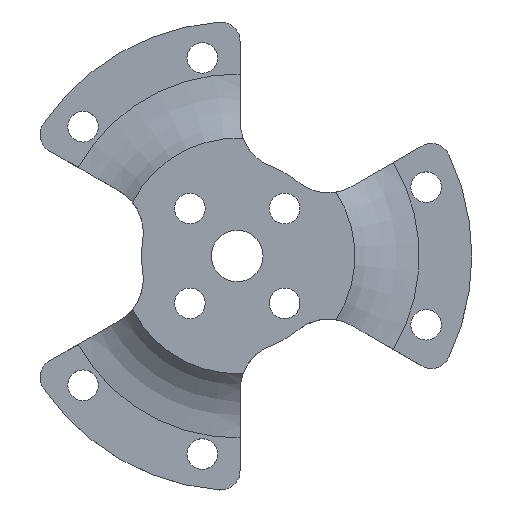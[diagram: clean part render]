
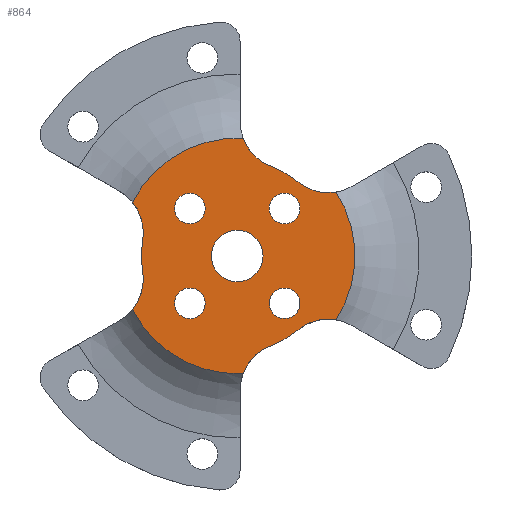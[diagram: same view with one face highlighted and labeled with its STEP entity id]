
A CAD part, top view. The second image highlights one B-rep face of the part: STEP entity #864.
In plain terms, the highlighted planar face has unit normal (0, 0, 1).
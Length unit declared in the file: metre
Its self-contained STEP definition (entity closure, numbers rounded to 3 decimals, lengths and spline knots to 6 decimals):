
#166=ORIENTED_EDGE('',*,*,#402,.T.);
#167=ORIENTED_EDGE('',*,*,#403,.F.);
#168=ORIENTED_EDGE('',*,*,#388,.T.);
#169=ORIENTED_EDGE('',*,*,#404,.F.);
#170=ORIENTED_EDGE('',*,*,#405,.T.);
#171=ORIENTED_EDGE('',*,*,#406,.F.);
#172=ORIENTED_EDGE('',*,*,#400,.T.);
#173=ORIENTED_EDGE('',*,*,#407,.F.);
#174=ORIENTED_EDGE('',*,*,#408,.T.);
#175=ORIENTED_EDGE('',*,*,#409,.F.);
#176=ORIENTED_EDGE('',*,*,#394,.T.);
#177=ORIENTED_EDGE('',*,*,#410,.F.);
#178=ORIENTED_EDGE('',*,*,#411,.F.);
#179=ORIENTED_EDGE('',*,*,#412,.F.);
#180=ORIENTED_EDGE('',*,*,#413,.F.);
#181=ORIENTED_EDGE('',*,*,#414,.F.);
#182=ORIENTED_EDGE('',*,*,#415,.F.);
#388=EDGE_CURVE('',#509,#508,#595,.T.);
#394=EDGE_CURVE('',#515,#514,#597,.T.);
#400=EDGE_CURVE('',#521,#520,#599,.T.);
#402=EDGE_CURVE('',#522,#523,#600,.T.);
#403=EDGE_CURVE('',#509,#523,#601,.T.);
#404=EDGE_CURVE('',#524,#508,#602,.T.);
#405=EDGE_CURVE('',#524,#525,#603,.T.);
#406=EDGE_CURVE('',#521,#525,#604,.T.);
#407=EDGE_CURVE('',#526,#520,#605,.T.);
#408=EDGE_CURVE('',#526,#527,#606,.T.);
#409=EDGE_CURVE('',#515,#527,#607,.T.);
#410=EDGE_CURVE('',#522,#514,#608,.T.);
#411=EDGE_CURVE('',#528,#528,#609,.T.);
#412=EDGE_CURVE('',#529,#529,#610,.T.);
#413=EDGE_CURVE('',#530,#530,#611,.T.);
#414=EDGE_CURVE('',#531,#531,#612,.T.);
#415=EDGE_CURVE('',#532,#532,#613,.T.);
#508=VERTEX_POINT('',#1375);
#509=VERTEX_POINT('',#1377);
#514=VERTEX_POINT('',#1400);
#515=VERTEX_POINT('',#1402);
#520=VERTEX_POINT('',#1425);
#521=VERTEX_POINT('',#1427);
#522=VERTEX_POINT('',#1434);
#523=VERTEX_POINT('',#1435);
#524=VERTEX_POINT('',#1438);
#525=VERTEX_POINT('',#1440);
#526=VERTEX_POINT('',#1443);
#527=VERTEX_POINT('',#1445);
#528=VERTEX_POINT('',#1449);
#529=VERTEX_POINT('',#1451);
#530=VERTEX_POINT('',#1453);
#531=VERTEX_POINT('',#1455);
#532=VERTEX_POINT('',#1457);
#595=CIRCLE('',#939,0.012292);
#597=CIRCLE('',#942,0.012292);
#599=CIRCLE('',#945,0.012292);
#600=CIRCLE('',#947,0.01);
#601=CIRCLE('',#948,0.005);
#602=CIRCLE('',#949,0.005);
#603=CIRCLE('',#950,0.01);
#604=CIRCLE('',#951,0.005);
#605=CIRCLE('',#952,0.005);
#606=CIRCLE('',#953,0.01);
#607=CIRCLE('',#954,0.005);
#608=CIRCLE('',#955,0.005);
#609=CIRCLE('',#956,0.0016);
#610=CIRCLE('',#957,0.0016);
#611=CIRCLE('',#958,0.0016);
#612=CIRCLE('',#959,0.0016);
#613=CIRCLE('',#960,0.0027);
#673=EDGE_LOOP('',(#166,#167,#168,#169,#170,#171,#172,#173,#174,#175,#176,
#177));
#674=EDGE_LOOP('',(#178));
#675=EDGE_LOOP('',(#179));
#676=EDGE_LOOP('',(#180));
#677=EDGE_LOOP('',(#181));
#678=EDGE_LOOP('',(#182));
#765=FACE_BOUND('',#673,.T.);
#766=FACE_BOUND('',#674,.T.);
#767=FACE_BOUND('',#675,.T.);
#768=FACE_BOUND('',#676,.T.);
#769=FACE_BOUND('',#677,.T.);
#770=FACE_BOUND('',#678,.T.);
#842=PLANE('',#946);
#864=ADVANCED_FACE('',(#765,#766,#767,#768,#769,#770),#842,.T.);
#939=AXIS2_PLACEMENT_3D('',#1376,#1086,#1087);
#942=AXIS2_PLACEMENT_3D('',#1401,#1092,#1093);
#945=AXIS2_PLACEMENT_3D('',#1426,#1098,#1099);
#946=AXIS2_PLACEMENT_3D('',#1432,#1100,#1101);
#947=AXIS2_PLACEMENT_3D('',#1433,#1102,#1103);
#948=AXIS2_PLACEMENT_3D('',#1436,#1104,#1105);
#949=AXIS2_PLACEMENT_3D('',#1437,#1106,#1107);
#950=AXIS2_PLACEMENT_3D('',#1439,#1108,#1109);
#951=AXIS2_PLACEMENT_3D('',#1441,#1110,#1111);
#952=AXIS2_PLACEMENT_3D('',#1442,#1112,#1113);
#953=AXIS2_PLACEMENT_3D('',#1444,#1114,#1115);
#954=AXIS2_PLACEMENT_3D('',#1446,#1116,#1117);
#955=AXIS2_PLACEMENT_3D('',#1447,#1118,#1119);
#956=AXIS2_PLACEMENT_3D('',#1448,#1120,#1121);
#957=AXIS2_PLACEMENT_3D('',#1450,#1122,#1123);
#958=AXIS2_PLACEMENT_3D('',#1452,#1124,#1125);
#959=AXIS2_PLACEMENT_3D('',#1454,#1126,#1127);
#960=AXIS2_PLACEMENT_3D('',#1456,#1128,#1129);
#1086=DIRECTION('',(0.,0.,1.));
#1087=DIRECTION('',(0.,-1.,0.));
#1092=DIRECTION('',(0.,0.,1.));
#1093=DIRECTION('',(0.,-1.,0.));
#1098=DIRECTION('',(0.,0.,1.));
#1099=DIRECTION('',(0.,-1.,0.));
#1100=DIRECTION('',(0.,0.,1.));
#1101=DIRECTION('',(1.,0.,0.));
#1102=DIRECTION('',(0.,0.,1.));
#1103=DIRECTION('',(0.,-1.,0.));
#1104=DIRECTION('',(0.,0.,1.));
#1105=DIRECTION('',(0.,-1.,0.));
#1106=DIRECTION('',(0.,0.,1.));
#1107=DIRECTION('',(0.,-1.,0.));
#1108=DIRECTION('',(0.,0.,1.));
#1109=DIRECTION('',(0.,-1.,0.));
#1110=DIRECTION('',(0.,0.,1.));
#1111=DIRECTION('',(0.,-1.,0.));
#1112=DIRECTION('',(0.,0.,1.));
#1113=DIRECTION('',(0.,-1.,0.));
#1114=DIRECTION('',(0.,0.,1.));
#1115=DIRECTION('',(0.,-1.,0.));
#1116=DIRECTION('',(0.,0.,1.));
#1117=DIRECTION('',(0.,-1.,0.));
#1118=DIRECTION('',(0.,0.,1.));
#1119=DIRECTION('',(0.,-1.,0.));
#1120=DIRECTION('',(0.,0.,1.));
#1121=DIRECTION('',(0.,-1.,0.));
#1122=DIRECTION('',(0.,0.,1.));
#1123=DIRECTION('',(0.,-1.,0.));
#1124=DIRECTION('',(0.,0.,1.));
#1125=DIRECTION('',(0.,-1.,0.));
#1126=DIRECTION('',(0.,0.,1.));
#1127=DIRECTION('',(0.,-1.,0.));
#1128=DIRECTION('',(0.,0.,1.));
#1129=DIRECTION('',(0.,-1.,0.));
#1375=CARTESIAN_POINT('',(0.034822,-0.004826,0.1082));
#1376=CARTESIAN_POINT('',(0.0245,-0.0115,0.1082));
#1377=CARTESIAN_POINT('',(0.034822,-0.018174,0.1082));
#1400=CARTESIAN_POINT('',(0.025119,-0.023776,0.1082));
#1401=CARTESIAN_POINT('',(0.0245,-0.0115,0.1082));
#1402=CARTESIAN_POINT('',(0.013559,-0.017102,0.1082));
#1425=CARTESIAN_POINT('',(0.013559,-0.005898,0.1082));
#1426=CARTESIAN_POINT('',(0.0245,-0.0115,0.1082));
#1427=CARTESIAN_POINT('',(0.025119,0.000776,0.1082));
#1432=CARTESIAN_POINT('',(0.02646,-0.0115,0.1082));
#1433=CARTESIAN_POINT('',(0.0245,-0.0115,0.1082));
#1434=CARTESIAN_POINT('',(0.028033,-0.020855,0.1082));
#1435=CARTESIAN_POINT('',(0.030835,-0.019237,0.1082));
#1436=CARTESIAN_POINT('',(0.034002,-0.023106,0.1082));
#1437=CARTESIAN_POINT('',(0.034002,0.000106,0.1082));
#1438=CARTESIAN_POINT('',(0.030835,-0.003763,0.1082));
#1439=CARTESIAN_POINT('',(0.0245,-0.0115,0.1082));
#1440=CARTESIAN_POINT('',(0.028033,-0.002145,0.1082));
#1441=CARTESIAN_POINT('',(0.0298,0.002532,0.1082));
#1442=CARTESIAN_POINT('',(0.009698,-0.009074,0.1082));
#1443=CARTESIAN_POINT('',(0.014632,-0.009882,0.1082));
#1444=CARTESIAN_POINT('',(0.0245,-0.0115,0.1082));
#1445=CARTESIAN_POINT('',(0.014632,-0.013118,0.1082));
#1446=CARTESIAN_POINT('',(0.009698,-0.013926,0.1082));
#1447=CARTESIAN_POINT('',(0.0298,-0.025532,0.1082));
#1448=CARTESIAN_POINT('',(0.01955,-0.00655,0.1082));
#1449=CARTESIAN_POINT('',(0.01955,-0.00815,0.1082));
#1450=CARTESIAN_POINT('',(0.01955,-0.01645,0.1082));
#1451=CARTESIAN_POINT('',(0.01955,-0.01805,0.1082));
#1452=CARTESIAN_POINT('',(0.02945,-0.01645,0.1082));
#1453=CARTESIAN_POINT('',(0.02945,-0.01805,0.1082));
#1454=CARTESIAN_POINT('',(0.02945,-0.00655,0.1082));
#1455=CARTESIAN_POINT('',(0.02945,-0.00815,0.1082));
#1456=CARTESIAN_POINT('',(0.0245,-0.0115,0.1082));
#1457=CARTESIAN_POINT('',(0.0245,-0.0142,0.1082));
